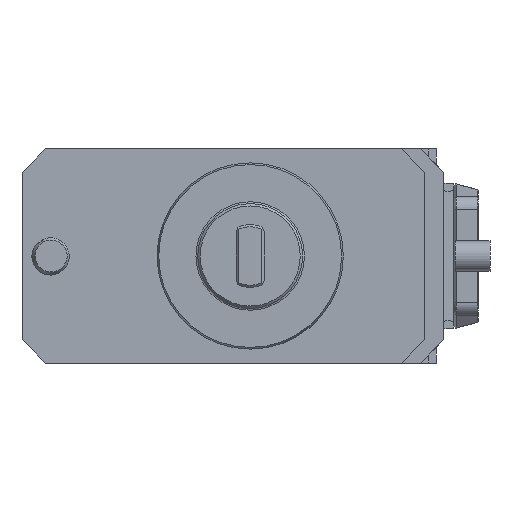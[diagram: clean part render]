
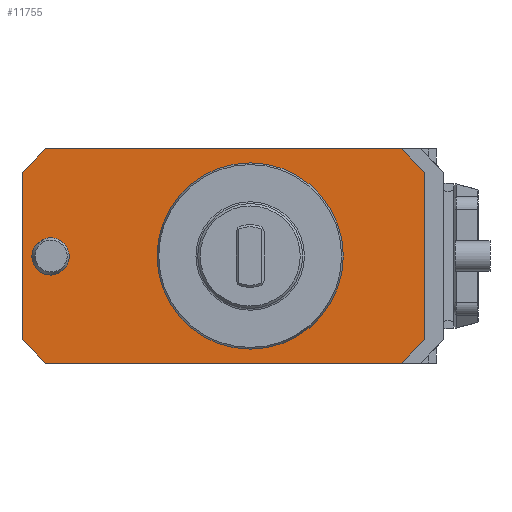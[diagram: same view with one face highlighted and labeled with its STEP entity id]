
A CAD part, front view. The second image highlights one B-rep face of the part: STEP entity #11755.
In plain terms, the highlighted planar face has unit normal (0, -1, 0).
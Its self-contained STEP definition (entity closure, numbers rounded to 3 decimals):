
#210 = ORIENTED_EDGE ( 'NONE', *, *, #8545, .T. ) ;
#455 = EDGE_CURVE ( 'NONE', #1164, #16442, #27026, .T. ) ;
#1113 = FACE_BOUND ( 'NONE', #28932, .T. ) ;
#1156 = DIRECTION ( 'NONE',  ( 1., 0., 0. ) ) ;
#1160 = EDGE_LOOP ( 'NONE', ( #16403, #30154, #11370, #29499 ) ) ;
#1164 = VERTEX_POINT ( 'NONE', #28141 ) ;
#1689 = LINE ( 'NONE', #27149, #7754 ) ;
#2720 = DIRECTION ( 'NONE',  ( 0.707, 0., 0.707 ) ) ;
#2792 = DIRECTION ( 'NONE',  ( 1., 0., 0. ) ) ;
#3085 = CARTESIAN_POINT ( 'NONE',  ( -40., -100., 0. ) ) ;
#3275 = ORIENTED_EDGE ( 'NONE', *, *, #7699, .T. ) ;
#3343 = ORIENTED_EDGE ( 'NONE', *, *, #6262, .T. ) ;
#3518 = CARTESIAN_POINT ( 'NONE',  ( -40., -100., 0. ) ) ;
#4158 = CARTESIAN_POINT ( 'NONE',  ( -128.603, -100., 7.299 ) ) ;
#5184 = LINE ( 'NONE', #17257, #26877 ) ;
#5654 = FACE_BOUND ( 'NONE', #1160, .T. ) ;
#5983 = CARTESIAN_POINT ( 'NONE',  ( -73.016, -100., 46.644 ) ) ;
#6120 = CARTESIAN_POINT ( 'NONE',  ( -107., -100., -67. ) ) ;
#6186 = AXIS2_PLACEMENT_3D ( 'NONE', #3518, #29010, #8083 ) ;
#6262 = EDGE_CURVE ( 'NONE', #16442, #22962, #1689, .T. ) ;
#6283 = DIRECTION ( 'NONE',  ( 0.816, 0., 0.578 ) ) ;
#6812 = EDGE_CURVE ( 'NONE', #19411, #11306, #10677, .T. ) ;
#7125 = CARTESIAN_POINT ( 'NONE',  ( -122.887, -100., -7.645 ) ) ;
#7635 = LINE ( 'NONE', #17852, #21507 ) ;
#7699 = EDGE_CURVE ( 'NONE', #14426, #30019, #5184, .T. ) ;
#7754 = VECTOR ( 'NONE', #10465, 1000. ) ;
#7773 = DIRECTION ( 'NONE',  ( -1., 0., 0. ) ) ;
#7872 = VERTEX_POINT ( 'NONE', #8829 ) ;
#8083 = DIRECTION ( 'NONE',  ( 1., 0., 0. ) ) ;
#8147 = EDGE_LOOP ( 'NONE', ( #13231, #21988, #210, #3275, #28663, #18964, #9213, #3343 ) ) ;
#8545 = EDGE_CURVE ( 'NONE', #11952, #14426, #10922, .T. ) ;
#8643 = DIRECTION ( 'NONE',  ( 0., -1., 0. ) ) ;
#8829 = CARTESIAN_POINT ( 'NONE',  ( -138., -100., 36. ) ) ;
#9213 = ORIENTED_EDGE ( 'NONE', *, *, #455, .T. ) ;
#9353 = CARTESIAN_POINT ( 'NONE',  ( 35., -100., -36. ) ) ;
#9850 = LINE ( 'NONE', #11685, #11096 ) ;
#9971 = LINE ( 'NONE', #14728, #20524 ) ;
#10361 = PLANE ( 'NONE',  #6186 ) ;
#10465 = DIRECTION ( 'NONE',  ( 1., 0., 0. ) ) ;
#10677 = CIRCLE ( 'NONE', #28259, 8. ) ;
#10922 = LINE ( 'NONE', #21955, #24912 ) ;
#10940 = DIRECTION ( 'NONE',  ( 0.707, 0., -0.707 ) ) ;
#10955 = LINE ( 'NONE', #5983, #25946 ) ;
#11095 = CARTESIAN_POINT ( 'NONE',  ( -119.648, -100., -5.353 ) ) ;
#11096 = VECTOR ( 'NONE', #2720, 1000. ) ;
#11306 = VERTEX_POINT ( 'NONE', #7125 ) ;
#11370 = ORIENTED_EDGE ( 'NONE', *, *, #28269, .F. ) ;
#11685 = CARTESIAN_POINT ( 'NONE',  ( 15.5, -100., -55.5 ) ) ;
#11755 = ADVANCED_FACE ( 'NONE', ( #17263, #5654, #1113 ), #10361, .T. ) ;
#11952 = VERTEX_POINT ( 'NONE', #26077 ) ;
#12431 = DIRECTION ( 'NONE',  ( 0., 0., -1. ) ) ;
#12577 = VERTEX_POINT ( 'NONE', #11095 ) ;
#12681 = CARTESIAN_POINT ( 'NONE',  ( -125.745, -100., -0.173 ) ) ;
#12732 = LINE ( 'NONE', #17341, #15669 ) ;
#12895 = CARTESIAN_POINT ( 'NONE',  ( -131.842, -100., 5.006 ) ) ;
#13231 = ORIENTED_EDGE ( 'NONE', *, *, #21202, .T. ) ;
#14053 = CARTESIAN_POINT ( 'NONE',  ( 25., -100., 46. ) ) ;
#14068 = CARTESIAN_POINT ( 'NONE',  ( -128., -100., 46. ) ) ;
#14153 = CIRCLE ( 'NONE', #18069, 8. ) ;
#14426 = VERTEX_POINT ( 'NONE', #14053 ) ;
#14518 = VECTOR ( 'NONE', #28362, 1000. ) ;
#14728 = CARTESIAN_POINT ( 'NONE',  ( 35., -100., -46. ) ) ;
#15255 = DIRECTION ( 'NONE',  ( -0.816, 0., -0.578 ) ) ;
#15620 = EDGE_CURVE ( 'NONE', #19411, #19810, #10955, .T. ) ;
#15669 = VECTOR ( 'NONE', #12431, 1000. ) ;
#16255 = AXIS2_PLACEMENT_3D ( 'NONE', #3085, #16823, #2792 ) ;
#16403 = ORIENTED_EDGE ( 'NONE', *, *, #6812, .F. ) ;
#16442 = VERTEX_POINT ( 'NONE', #28828 ) ;
#16823 = DIRECTION ( 'NONE',  ( 0., -1., 0. ) ) ;
#17124 = EDGE_CURVE ( 'NONE', #11952, #24898, #9971, .T. ) ;
#17257 = CARTESIAN_POINT ( 'NONE',  ( -96.5, -100., 46. ) ) ;
#17263 = FACE_OUTER_BOUND ( 'NONE', #8147, .T. ) ;
#17341 = CARTESIAN_POINT ( 'NONE',  ( -138., -100., -46. ) ) ;
#17488 = VERTEX_POINT ( 'NONE', #26818 ) ;
#17745 = EDGE_CURVE ( 'NONE', #17488, #17488, #21578, .T. ) ;
#17852 = CARTESIAN_POINT ( 'NONE',  ( -64.061, -100., 33.993 ) ) ;
#18069 = AXIS2_PLACEMENT_3D ( 'NONE', #24554, #8643, #18128 ) ;
#18128 = DIRECTION ( 'NONE',  ( 1., 0., 0. ) ) ;
#18951 = CARTESIAN_POINT ( 'NONE',  ( 25., -100., -46. ) ) ;
#18964 = ORIENTED_EDGE ( 'NONE', *, *, #24516, .T. ) ;
#19038 = CARTESIAN_POINT ( 'NONE',  ( -107., -100., 67. ) ) ;
#19411 = VERTEX_POINT ( 'NONE', #12895 ) ;
#19810 = VERTEX_POINT ( 'NONE', #4158 ) ;
#20524 = VECTOR ( 'NONE', #24044, 1000. ) ;
#21202 = EDGE_CURVE ( 'NONE', #22962, #24898, #9850, .T. ) ;
#21266 = EDGE_CURVE ( 'NONE', #30019, #7872, #25904, .T. ) ;
#21507 = VECTOR ( 'NONE', #15255, 1000. ) ;
#21578 = CIRCLE ( 'NONE', #16255, 39.8 ) ;
#21955 = CARTESIAN_POINT ( 'NONE',  ( 15.5, -100., 55.5 ) ) ;
#21988 = ORIENTED_EDGE ( 'NONE', *, *, #17124, .F. ) ;
#22032 = DIRECTION ( 'NONE',  ( 0., -1., 0. ) ) ;
#22962 = VERTEX_POINT ( 'NONE', #18951 ) ;
#24044 = DIRECTION ( 'NONE',  ( 0., 0., -1. ) ) ;
#24516 = EDGE_CURVE ( 'NONE', #7872, #1164, #12732, .T. ) ;
#24554 = CARTESIAN_POINT ( 'NONE',  ( -125.745, -100., -0.173 ) ) ;
#24898 = VERTEX_POINT ( 'NONE', #9353 ) ;
#24912 = VECTOR ( 'NONE', #28973, 1000. ) ;
#25904 = LINE ( 'NONE', #19038, #14518 ) ;
#25946 = VECTOR ( 'NONE', #6283, 1000. ) ;
#26077 = CARTESIAN_POINT ( 'NONE',  ( 35., -100., 36. ) ) ;
#26164 = EDGE_CURVE ( 'NONE', #12577, #11306, #7635, .T. ) ;
#26818 = CARTESIAN_POINT ( 'NONE',  ( -0.2, -100., 0. ) ) ;
#26877 = VECTOR ( 'NONE', #7773, 1000. ) ;
#27026 = LINE ( 'NONE', #6120, #28063 ) ;
#27149 = CARTESIAN_POINT ( 'NONE',  ( -96.5, -100., -46. ) ) ;
#27781 = ORIENTED_EDGE ( 'NONE', *, *, #17745, .F. ) ;
#28063 = VECTOR ( 'NONE', #10940, 1000. ) ;
#28141 = CARTESIAN_POINT ( 'NONE',  ( -138., -100., -36. ) ) ;
#28259 = AXIS2_PLACEMENT_3D ( 'NONE', #12681, #22032, #1156 ) ;
#28269 = EDGE_CURVE ( 'NONE', #12577, #19810, #14153, .T. ) ;
#28362 = DIRECTION ( 'NONE',  ( -0.707, 0., -0.707 ) ) ;
#28663 = ORIENTED_EDGE ( 'NONE', *, *, #21266, .T. ) ;
#28828 = CARTESIAN_POINT ( 'NONE',  ( -128., -100., -46. ) ) ;
#28932 = EDGE_LOOP ( 'NONE', ( #27781 ) ) ;
#28973 = DIRECTION ( 'NONE',  ( -0.707, 0., 0.707 ) ) ;
#29010 = DIRECTION ( 'NONE',  ( 0., -1., 0. ) ) ;
#29499 = ORIENTED_EDGE ( 'NONE', *, *, #26164, .T. ) ;
#30019 = VERTEX_POINT ( 'NONE', #14068 ) ;
#30154 = ORIENTED_EDGE ( 'NONE', *, *, #15620, .T. ) ;
